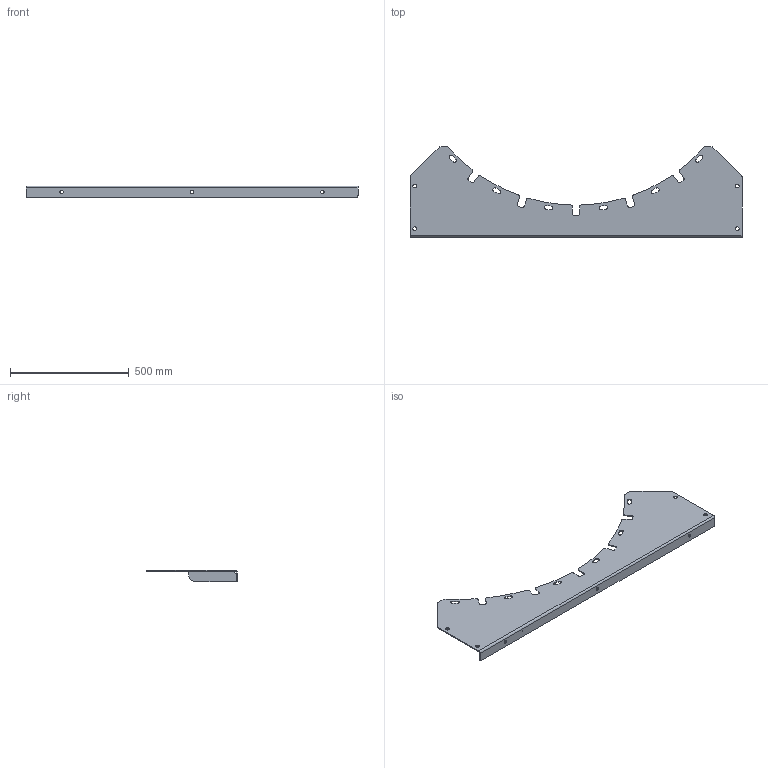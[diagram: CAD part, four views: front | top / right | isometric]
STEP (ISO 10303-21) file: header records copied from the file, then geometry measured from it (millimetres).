
FILE_DESCRIPTION (( 'STEP AP203' ), '1' );
FILE_NAME ('1ST1400_CCst 140.STEP', '2022-02-24T08:52:43', ( '' ), ( '' ), 'SwSTEP 2.0', 'SolidWorks 2018', '' );
FILE_SCHEMA (( 'CONFIG_CONTROL_DESIGN' ));
Length unit declared in the file: millimetre
Products named in the file (1): 1ST1400_CCst 140
Bounding box: 1400 x 380 x 50 mm (x, y, z)
Volume: 1603864.4 mm3; surface area: 825256 mm2
Topology: 3 solids, 3 shells, 138 faces, 388 edges, 256 vertices
Faces by surface type: cylinder 94, plane 44
Entity records: 4661 total; most frequent: DIRECTION 854, CARTESIAN_POINT 783, ORIENTED_EDGE 776, EDGE_CURVE 388, AXIS2_PLACEMENT_3D 327, VERTEX_POINT 256, VECTOR 200, LINE 200
